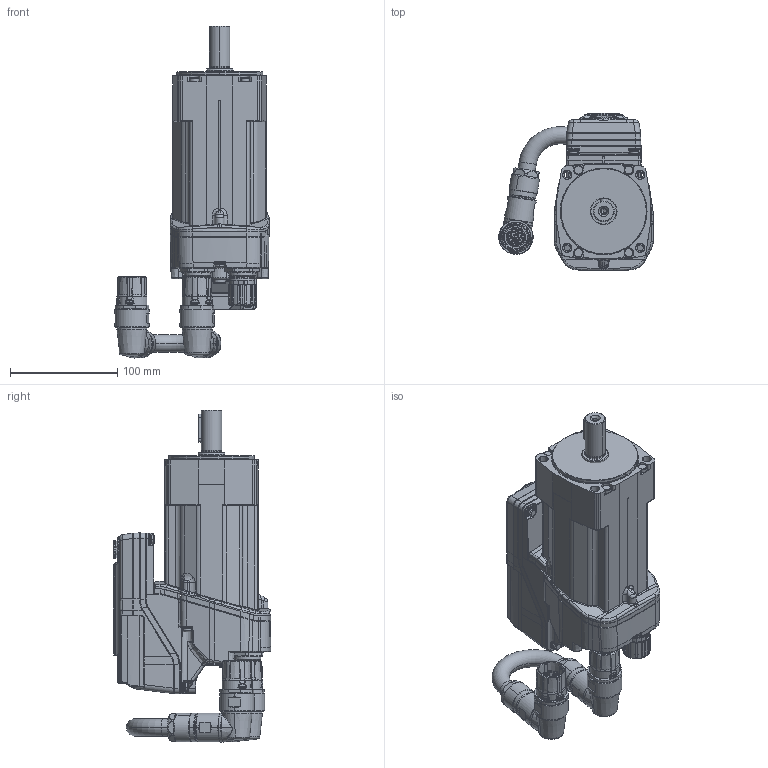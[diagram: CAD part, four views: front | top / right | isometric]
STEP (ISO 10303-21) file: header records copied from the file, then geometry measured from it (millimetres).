
FILE_DESCRIPTION((''),'2;1');
FILE_NAME('ISD520_E0_LITE_ASM_ASM','2022-10-13T17:42:43',('U319744'),('Danfoss Drives A/S'),'CREO PARAMETRIC BY PTC INC, 2020342','CREO PARAMETRIC BY PTC INC, 2020342','');
FILE_SCHEMA(('CONFIG_CONTROL_DESIGN','GEOMETRIC_VALIDATION_PROPERTIES_MIM'));
Products named in the file (9): ISD520_E0_LITE; 175G0336; 175G0337; HUMMEL_M23_WINKEL-SV_SOCKET; HUMMEL_M23_WINKEL-SV_PIN; ISD511_LOOP_CABLE_C9; ISD511_LOOP_CABLE_C9_ASM; HUMMEL_M23_CAP; ISD520_E0_LITE_ASM_ASM
Assembly tree (8 placements, depth 3):
  ISD520_E0_LITE_ASM_ASM
    ISD520_E0_LITE
    175G0336
    175G0337
    ISD511_LOOP_CABLE_C9_ASM
      HUMMEL_M23_WINKEL-SV_SOCKET
      HUMMEL_M23_WINKEL-SV_PIN
      ISD511_LOOP_CABLE_C9
    HUMMEL_M23_CAP
Bounding box: 143.87 x 146.57 x 309.12 mm (x, y, z)
Volume: 30235.7 mm3; surface area: 187119.4 mm2
Topology: 14 solids, 293 shells, 3311 faces, 11252 edges, 8203 vertices
Faces by surface type: plane 1047, cylinder 992, bspline 478, torus 370, cone 293, extrusion 93, sphere 38
Entity records: 200886 total; most frequent: CARTESIAN_POINT 89032, ORIENTED_EDGE 18409, DIRECTION 15654, EDGE_CURVE 11180, VERTEX_POINT 8198, AXIS2_PLACEMENT_3D 5687, PRESENTATION_STYLE_ASSIGNMENT 5403, STYLED_ITEM 5363
